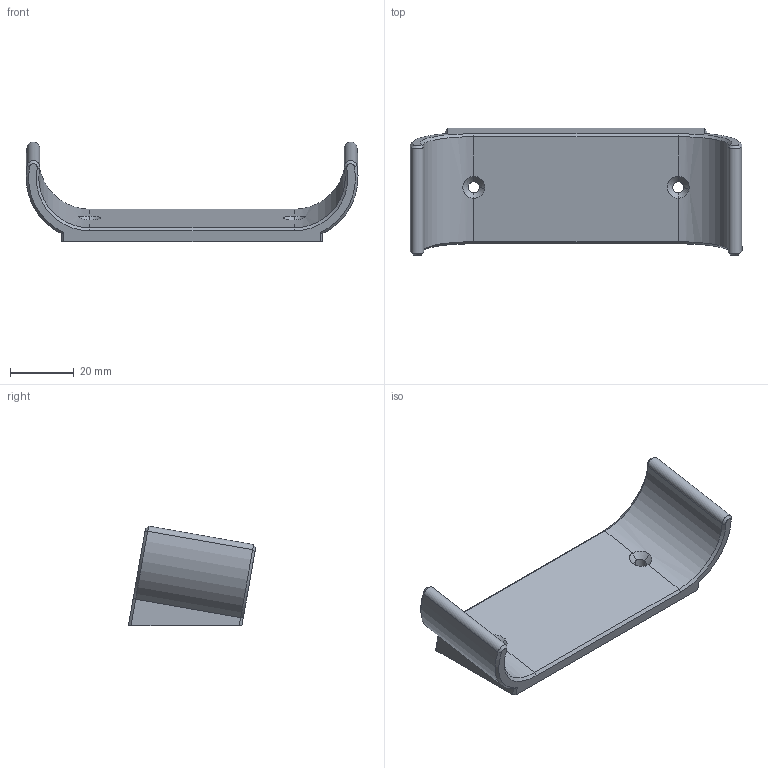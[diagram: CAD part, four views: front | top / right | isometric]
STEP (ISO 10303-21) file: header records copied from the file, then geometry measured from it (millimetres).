
FILE_DESCRIPTION(('FreeCAD Model'),'2;1');
FILE_NAME('Open CASCADE Shape Model','2026-01-21T23:36:55',(''),(''), 'Open CASCADE STEP processor 7.8','FreeCAD','Unknown');
FILE_SCHEMA(('AUTOMOTIVE_DESIGN { 1 0 10303 214 1 1 1 1 }'));
Length unit declared in the file: millimetre
Products named in the file (1): ChargerHolderBottom
Bounding box: 103.99 x 39.87 x 31.28 mm (x, y, z)
Volume: 28265 mm3; surface area: 11324.1 mm2
Topology: 1 solids, 1 shells, 38 faces, 92 edges, 54 vertices
Faces by surface type: plane 12, cone 12, cylinder 8, bspline 6
Full cylindrical faces by diameter (mm): 3.5 x2
Entity records: 5172 total; most frequent: CARTESIAN_POINT 3341, DIRECTION 326, LINE 188, VECTOR 188, ORIENTED_EDGE 184, PCURVE 184, DEFINITIONAL_REPRESENTATION 184, EDGE_CURVE 92
